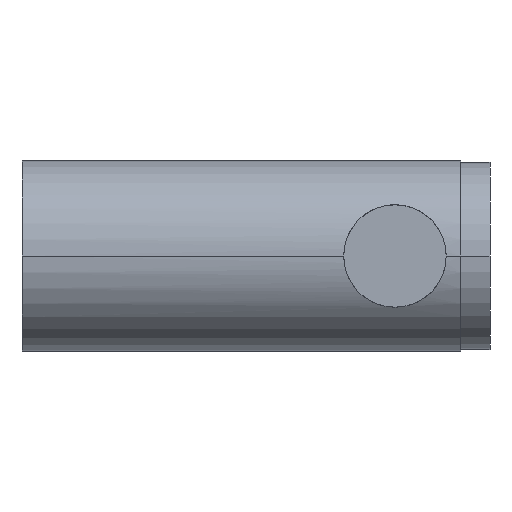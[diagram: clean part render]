
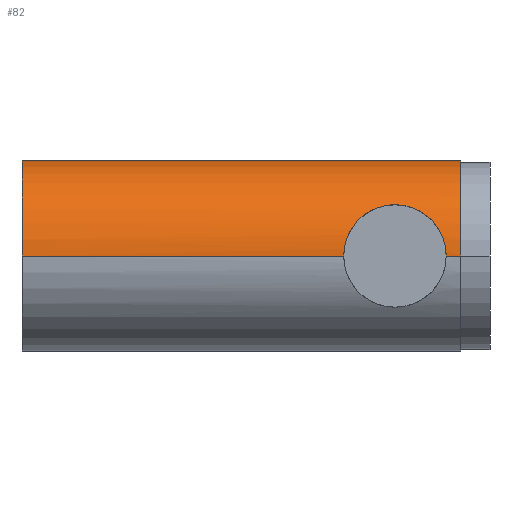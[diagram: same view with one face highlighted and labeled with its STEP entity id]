
A CAD part, front view. The second image highlights one B-rep face of the part: STEP entity #82.
In plain terms, the highlighted cylindrical face has radius 3.25 mm (diameter 6.5 mm), a partial arc.
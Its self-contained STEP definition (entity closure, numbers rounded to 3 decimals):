
#82=ADVANCED_FACE('',(#100),#101,.T.);
#100=FACE_OUTER_BOUND('',#121,.T.);
#101=CYLINDRICAL_SURFACE('',#122,3.25);
#121=EDGE_LOOP('',(#177,#178,#179,#180,#181,#182));
#122=AXIS2_PLACEMENT_3D('',#183,#184,#185);
#177=ORIENTED_EDGE('',*,*,#198,.T.);
#178=ORIENTED_EDGE('',*,*,#216,.F.);
#179=ORIENTED_EDGE('',*,*,#203,.T.);
#180=ORIENTED_EDGE('',*,*,#212,.T.);
#181=ORIENTED_EDGE('',*,*,#200,.T.);
#182=ORIENTED_EDGE('',*,*,#217,.F.);
#183=CARTESIAN_POINT('',(7.5,0.,0.0));
#184=DIRECTION('',(1.0,0.,0.0));
#185=DIRECTION('',(0.,1.0,0.0));
#198=EDGE_CURVE('',#218,#219,#220,.T.);
#200=EDGE_CURVE('',#223,#221,#224,.T.);
#203=EDGE_CURVE('',#229,#227,#230,.T.);
#212=EDGE_CURVE('',#227,#223,#245,.T.);
#216=EDGE_CURVE('',#229,#219,#249,.T.);
#217=EDGE_CURVE('',#218,#221,#250,.T.);
#218=VERTEX_POINT('',#251);
#219=VERTEX_POINT('',#252);
#220=LINE('',#253,#254);
#221=VERTEX_POINT('',#255);
#223=VERTEX_POINT('',#257);
#224=LINE('',#258,#259);
#227=VERTEX_POINT('',#277);
#229=VERTEX_POINT('',#294);
#230=LINE('',#295,#296);
#245=B_SPLINE_CURVE_WITH_KNOTS('',3,(#315,#316,#317,#318,#319,#320,#321,#322,#323,#324,#325,#326,#327,#328,#329,#330,#331,#332,#333,#334,#335,#336,#337,#338,#339,#340,#341,#342,#343,#344),.UNSPECIFIED.,.F.,.F.,(4,2,2,2,2,2,2,2,2,2,2,2,2,2,4),(2.701,3.038,3.375,3.712,4.049,4.725,5.064,5.402,5.74,6.078,6.755,7.092,7.429,7.766,8.103),.UNSPECIFIED.);
#249=CIRCLE('',#348,3.25);
#250=CIRCLE('',#349,3.25);
#251=CARTESIAN_POINT('',(15.0,3.25,0.0));
#252=CARTESIAN_POINT('',(0.0,3.25,0.0));
#253=CARTESIAN_POINT('',(7.5,3.25,0.));
#254=VECTOR('',#350,1.0);
#255=CARTESIAN_POINT('',(15.0,-3.25,0.));
#257=CARTESIAN_POINT('',(14.5,-3.25,0.));
#258=CARTESIAN_POINT('',(7.5,-3.25,0.));
#259=VECTOR('',#354,1.0);
#277=CARTESIAN_POINT('',(11.0,-3.25,0.));
#294=CARTESIAN_POINT('',(0.,-3.25,0.));
#295=CARTESIAN_POINT('',(7.5,-3.25,0.));
#296=VECTOR('',#355,1.0);
#315=CARTESIAN_POINT('',(11.0,-3.25,0.));
#316=CARTESIAN_POINT('',(11.0,-3.25,0.112));
#317=CARTESIAN_POINT('',(11.011,-3.244,0.228));
#318=CARTESIAN_POINT('',(11.056,-3.22,0.456));
#319=CARTESIAN_POINT('',(11.091,-3.202,0.569));
#320=CARTESIAN_POINT('',(11.181,-3.156,0.784));
#321=CARTESIAN_POINT('',(11.237,-3.128,0.886));
#322=CARTESIAN_POINT('',(11.364,-3.069,1.075));
#323=CARTESIAN_POINT('',(11.436,-3.037,1.161));
#324=CARTESIAN_POINT('',(11.666,-2.942,1.391));
#325=CARTESIAN_POINT('',(11.859,-2.872,1.524));
#326=CARTESIAN_POINT('',(12.181,-2.795,1.659));
#327=CARTESIAN_POINT('',(12.294,-2.774,1.693));
#328=CARTESIAN_POINT('',(12.522,-2.746,1.739));
#329=CARTESIAN_POINT('',(12.637,-2.739,1.75));
#330=CARTESIAN_POINT('',(12.863,-2.739,1.75));
#331=CARTESIAN_POINT('',(12.978,-2.746,1.739));
#332=CARTESIAN_POINT('',(13.206,-2.774,1.693));
#333=CARTESIAN_POINT('',(13.319,-2.795,1.659));
#334=CARTESIAN_POINT('',(13.641,-2.872,1.524));
#335=CARTESIAN_POINT('',(13.834,-2.942,1.391));
#336=CARTESIAN_POINT('',(14.064,-3.037,1.161));
#337=CARTESIAN_POINT('',(14.136,-3.069,1.075));
#338=CARTESIAN_POINT('',(14.263,-3.128,0.886));
#339=CARTESIAN_POINT('',(14.319,-3.156,0.784));
#340=CARTESIAN_POINT('',(14.409,-3.202,0.569));
#341=CARTESIAN_POINT('',(14.444,-3.22,0.456));
#342=CARTESIAN_POINT('',(14.489,-3.244,0.228));
#343=CARTESIAN_POINT('',(14.5,-3.25,0.112));
#344=CARTESIAN_POINT('',(14.5,-3.25,0.));
#348=AXIS2_PLACEMENT_3D('',#381,#382,#383);
#349=AXIS2_PLACEMENT_3D('',#384,#385,#386);
#350=DIRECTION('',(-1.0,0.,0.0));
#354=DIRECTION('',(1.0,0.,0.0));
#355=DIRECTION('',(1.0,0.,0.0));
#381=CARTESIAN_POINT('',(0.0,0.,0.0));
#382=DIRECTION('',(-1.0,0.,0.0));
#383=DIRECTION('',(0.,1.0,0.0));
#384=CARTESIAN_POINT('',(15.0,0.,0.0));
#385=DIRECTION('',(1.0,0.,0.0));
#386=DIRECTION('',(0.,1.0,0.0));
